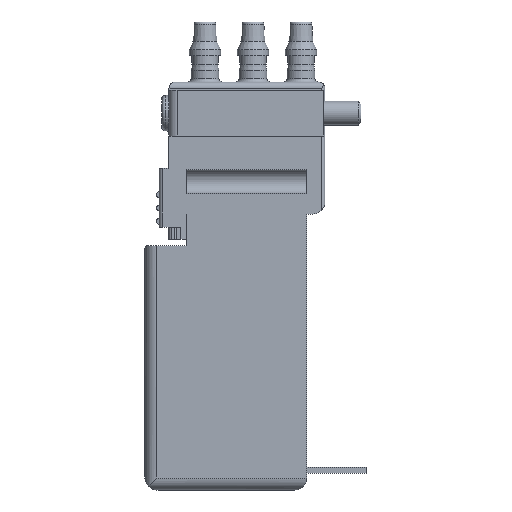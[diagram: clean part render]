
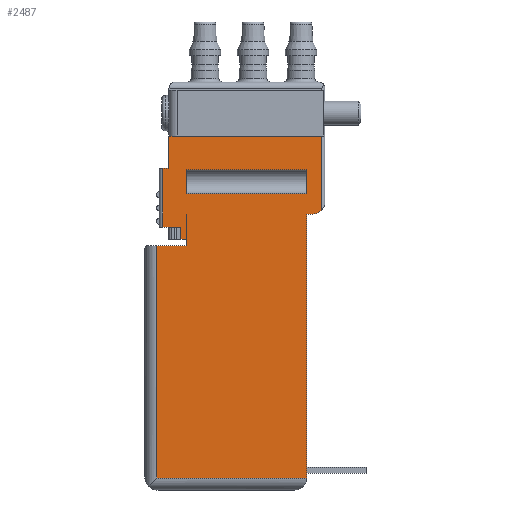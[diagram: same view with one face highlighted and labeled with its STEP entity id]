
A CAD part, left-side view. The second image highlights one B-rep face of the part: STEP entity #2487.
In plain terms, the highlighted planar face has unit normal (-1, 0, 0).
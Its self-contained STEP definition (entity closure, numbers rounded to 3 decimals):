
#119=CIRCLE('',#2664,1.);
#245=ORIENTED_EDGE('',*,*,#949,.T.);
#246=ORIENTED_EDGE('',*,*,#950,.F.);
#247=ORIENTED_EDGE('',*,*,#926,.F.);
#248=ORIENTED_EDGE('',*,*,#951,.F.);
#249=ORIENTED_EDGE('',*,*,#952,.F.);
#250=ORIENTED_EDGE('',*,*,#953,.F.);
#251=ORIENTED_EDGE('',*,*,#954,.F.);
#252=ORIENTED_EDGE('',*,*,#955,.F.);
#253=ORIENTED_EDGE('',*,*,#956,.T.);
#254=ORIENTED_EDGE('',*,*,#918,.F.);
#255=ORIENTED_EDGE('',*,*,#957,.F.);
#256=ORIENTED_EDGE('',*,*,#958,.F.);
#257=ORIENTED_EDGE('',*,*,#959,.T.);
#258=ORIENTED_EDGE('',*,*,#960,.F.);
#259=ORIENTED_EDGE('',*,*,#961,.F.);
#260=ORIENTED_EDGE('',*,*,#962,.F.);
#261=ORIENTED_EDGE('',*,*,#963,.F.);
#262=ORIENTED_EDGE('',*,*,#945,.F.);
#263=ORIENTED_EDGE('',*,*,#964,.T.);
#264=ORIENTED_EDGE('',*,*,#965,.F.);
#265=ORIENTED_EDGE('',*,*,#966,.F.);
#266=ORIENTED_EDGE('',*,*,#967,.F.);
#267=ORIENTED_EDGE('',*,*,#968,.F.);
#918=EDGE_CURVE('',#1270,#1271,#1516,.T.);
#926=EDGE_CURVE('',#1278,#1279,#1524,.T.);
#945=EDGE_CURVE('',#1297,#1298,#1538,.T.);
#949=EDGE_CURVE('',#1301,#1302,#1542,.T.);
#950=EDGE_CURVE('',#1279,#1302,#1543,.T.);
#951=EDGE_CURVE('',#1303,#1278,#1544,.T.);
#952=EDGE_CURVE('',#1304,#1303,#1545,.T.);
#953=EDGE_CURVE('',#1305,#1304,#1546,.T.);
#954=EDGE_CURVE('',#1306,#1305,#1547,.T.);
#955=EDGE_CURVE('',#1307,#1306,#1548,.T.);
#956=EDGE_CURVE('',#1307,#1271,#1549,.T.);
#957=EDGE_CURVE('',#1308,#1270,#1550,.T.);
#958=EDGE_CURVE('',#1309,#1308,#119,.T.);
#959=EDGE_CURVE('',#1309,#1310,#1551,.T.);
#960=EDGE_CURVE('',#1311,#1310,#1552,.T.);
#961=EDGE_CURVE('',#1312,#1311,#1553,.T.);
#962=EDGE_CURVE('',#1313,#1312,#1554,.T.);
#963=EDGE_CURVE('',#1298,#1313,#1555,.T.);
#964=EDGE_CURVE('',#1297,#1301,#1556,.T.);
#965=EDGE_CURVE('',#1314,#1315,#1557,.T.);
#966=EDGE_CURVE('',#1316,#1314,#1558,.F.);
#967=EDGE_CURVE('',#1317,#1316,#1559,.T.);
#968=EDGE_CURVE('',#1315,#1317,#1560,.T.);
#1270=VERTEX_POINT('',#3698);
#1271=VERTEX_POINT('',#3699);
#1278=VERTEX_POINT('',#3715);
#1279=VERTEX_POINT('',#3716);
#1297=VERTEX_POINT('',#3753);
#1298=VERTEX_POINT('',#3755);
#1301=VERTEX_POINT('',#3763);
#1302=VERTEX_POINT('',#3764);
#1303=VERTEX_POINT('',#3767);
#1304=VERTEX_POINT('',#3769);
#1305=VERTEX_POINT('',#3771);
#1306=VERTEX_POINT('',#3773);
#1307=VERTEX_POINT('',#3775);
#1308=VERTEX_POINT('',#3778);
#1309=VERTEX_POINT('',#3780);
#1310=VERTEX_POINT('',#3782);
#1311=VERTEX_POINT('',#3784);
#1312=VERTEX_POINT('',#3786);
#1313=VERTEX_POINT('',#3788);
#1314=VERTEX_POINT('',#3792);
#1315=VERTEX_POINT('',#3793);
#1316=VERTEX_POINT('',#3795);
#1317=VERTEX_POINT('',#3797);
#1516=LINE('',#3697,#1748);
#1524=LINE('',#3714,#1756);
#1538=LINE('',#3754,#1770);
#1542=LINE('',#3762,#1774);
#1543=LINE('',#3765,#1775);
#1544=LINE('',#3766,#1776);
#1545=LINE('',#3768,#1777);
#1546=LINE('',#3770,#1778);
#1547=LINE('',#3772,#1779);
#1548=LINE('',#3774,#1780);
#1549=LINE('',#3776,#1781);
#1550=LINE('',#3777,#1782);
#1551=LINE('',#3781,#1783);
#1552=LINE('',#3783,#1784);
#1553=LINE('',#3785,#1785);
#1554=LINE('',#3787,#1786);
#1555=LINE('',#3789,#1787);
#1556=LINE('',#3790,#1788);
#1557=LINE('',#3791,#1789);
#1558=LINE('',#3794,#1790);
#1559=LINE('',#3796,#1791);
#1560=LINE('',#3798,#1792);
#1748=VECTOR('',#2929,1000.);
#1756=VECTOR('',#2939,1000.);
#1770=VECTOR('',#2965,1000.);
#1774=VECTOR('',#2971,1000.);
#1775=VECTOR('',#2972,1000.);
#1776=VECTOR('',#2973,1000.);
#1777=VECTOR('',#2974,1000.);
#1778=VECTOR('',#2975,1000.);
#1779=VECTOR('',#2976,1000.);
#1780=VECTOR('',#2977,1000.);
#1781=VECTOR('',#2978,1000.);
#1782=VECTOR('',#2979,1000.);
#1783=VECTOR('',#2982,1000.);
#1784=VECTOR('',#2983,1000.);
#1785=VECTOR('',#2984,1000.);
#1786=VECTOR('',#2985,1000.);
#1787=VECTOR('',#2986,1000.);
#1788=VECTOR('',#2987,1000.);
#1789=VECTOR('',#2988,1000.);
#1790=VECTOR('',#2989,1000.);
#1791=VECTOR('',#2990,1000.);
#1792=VECTOR('',#2991,1000.);
#1981=EDGE_LOOP('',(#245,#246,#247,#248,#249,#250,#251,#252,#253,#254,#255,
#256,#257,#258,#259,#260,#261,#262,#263));
#1982=EDGE_LOOP('',(#264,#265,#266,#267));
#2191=FACE_BOUND('',#1981,.T.);
#2192=FACE_BOUND('',#1982,.T.);
#2399=PLANE('',#2663);
#2487=ADVANCED_FACE('',(#2191,#2192),#2399,.F.);
#2663=AXIS2_PLACEMENT_3D('',#3761,#2969,#2970);
#2664=AXIS2_PLACEMENT_3D('',#3779,#2980,#2981);
#2929=DIRECTION('',(0.,0.,-1.));
#2939=DIRECTION('',(0.,1.,0.));
#2965=DIRECTION('',(0.,-1.,0.));
#2969=DIRECTION('',(1.,0.,0.));
#2970=DIRECTION('',(0.,0.,-1.));
#2971=DIRECTION('',(0.,-1.,0.));
#2972=DIRECTION('',(0.,0.,1.));
#2973=DIRECTION('',(0.,0.,-1.));
#2974=DIRECTION('',(0.,1.,0.));
#2975=DIRECTION('',(0.,0.,1.));
#2976=DIRECTION('',(0.,-1.,0.));
#2977=DIRECTION('',(0.,0.,1.));
#2978=DIRECTION('',(0.,-1.,0.));
#2979=DIRECTION('',(0.,1.,0.));
#2980=DIRECTION('',(1.,0.,0.));
#2981=DIRECTION('',(0.,0.,-1.));
#2982=DIRECTION('',(0.,0.,1.));
#2983=DIRECTION('',(0.,-1.,0.));
#2984=DIRECTION('',(0.,0.,1.));
#2985=DIRECTION('',(0.,-1.,0.));
#2986=DIRECTION('',(0.,0.,1.));
#2987=DIRECTION('',(0.,0.,-1.));
#2988=DIRECTION('',(0.,0.,-1.));
#2989=DIRECTION('',(0.,-1.,0.));
#2990=DIRECTION('',(0.,0.,1.));
#2991=DIRECTION('',(0.,-1.,0.));
#3697=CARTESIAN_POINT('',(-2.95,1.5,-11.));
#3698=CARTESIAN_POINT('',(-2.95,1.5,-11.));
#3699=CARTESIAN_POINT('',(-2.95,1.5,-33.));
#3714=CARTESIAN_POINT('',(-2.95,11.55,-13.1));
#3715=CARTESIAN_POINT('',(-2.95,11.55,-13.1));
#3716=CARTESIAN_POINT('',(-2.95,12.,-13.1));
#3753=CARTESIAN_POINT('',(-2.95,13.5,-7.2));
#3754=CARTESIAN_POINT('',(-2.95,13.5,-7.2));
#3755=CARTESIAN_POINT('',(-2.95,13.,-7.2));
#3761=CARTESIAN_POINT('',(-2.95,0.,0.));
#3762=CARTESIAN_POINT('',(-2.95,13.5,-12.1));
#3763=CARTESIAN_POINT('',(-2.95,13.5,-12.1));
#3764=CARTESIAN_POINT('',(-2.95,12.,-12.1));
#3765=CARTESIAN_POINT('',(-2.95,12.,-13.1));
#3766=CARTESIAN_POINT('',(-2.95,11.55,-11.));
#3767=CARTESIAN_POINT('',(-2.95,11.55,-11.));
#3768=CARTESIAN_POINT('',(-2.95,11.5,-11.));
#3769=CARTESIAN_POINT('',(-2.95,11.5,-11.));
#3770=CARTESIAN_POINT('',(-2.95,11.5,-13.65));
#3771=CARTESIAN_POINT('',(-2.95,11.5,-13.65));
#3772=CARTESIAN_POINT('',(-2.95,15.,-13.65));
#3773=CARTESIAN_POINT('',(-2.95,14.,-13.65));
#3774=CARTESIAN_POINT('',(-2.95,14.,-34.));
#3775=CARTESIAN_POINT('',(-2.95,14.,-33.));
#3776=CARTESIAN_POINT('',(-2.95,15.,-33.));
#3777=CARTESIAN_POINT('',(-2.95,0.,-11.));
#3778=CARTESIAN_POINT('',(-2.95,1.,-11.));
#3779=CARTESIAN_POINT('',(-2.95,1.,-10.));
#3780=CARTESIAN_POINT('',(-2.95,0.3,-10.714));
#3781=CARTESIAN_POINT('',(-2.95,0.3,-34.));
#3782=CARTESIAN_POINT('',(-2.95,0.3,-3.599));
#3783=CARTESIAN_POINT('',(-2.95,-3.,-3.599));
#3784=CARTESIAN_POINT('',(-2.95,12.5,-3.599));
#3785=CARTESIAN_POINT('',(-2.95,12.5,0.));
#3786=CARTESIAN_POINT('',(-2.95,12.5,-4.5));
#3787=CARTESIAN_POINT('',(-2.95,0.,-4.5));
#3788=CARTESIAN_POINT('',(-2.95,13.,-4.5));
#3789=CARTESIAN_POINT('',(-2.95,13.,-13.1));
#3790=CARTESIAN_POINT('',(-2.95,13.5,-7.2));
#3791=CARTESIAN_POINT('',(-2.95,11.5,0.));
#3792=CARTESIAN_POINT('',(-2.95,11.5,-7.3));
#3793=CARTESIAN_POINT('',(-2.95,11.5,-9.3));
#3794=CARTESIAN_POINT('',(-2.95,1.5,-7.3));
#3795=CARTESIAN_POINT('',(-2.95,1.5,-7.3));
#3796=CARTESIAN_POINT('',(-2.95,1.5,0.));
#3797=CARTESIAN_POINT('',(-2.95,1.5,-9.3));
#3798=CARTESIAN_POINT('',(-2.95,1.5,-9.3));
